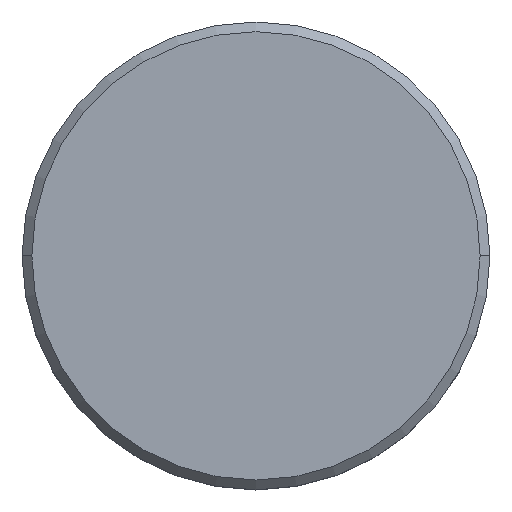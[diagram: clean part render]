
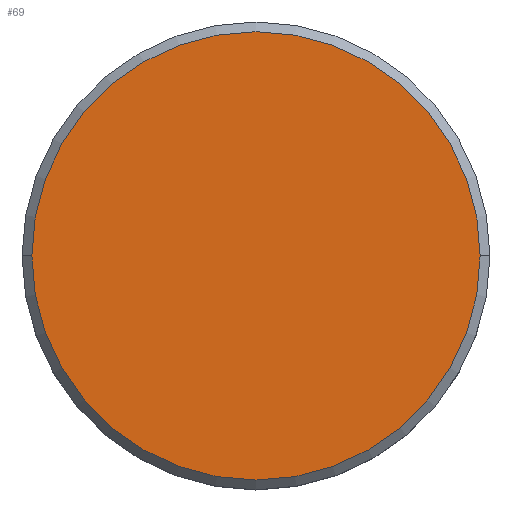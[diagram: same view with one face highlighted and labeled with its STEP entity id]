
A CAD part, top view. The second image highlights one B-rep face of the part: STEP entity #69.
In plain terms, the highlighted planar face has unit normal (0, 0, 1).
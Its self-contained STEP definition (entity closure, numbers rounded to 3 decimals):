
#8 = CIRCLE ( 'NONE', #485, 11.5 ) ;
#41 = FACE_OUTER_BOUND ( 'NONE', #66, .T. ) ;
#66 = EDGE_LOOP ( 'NONE', ( #435, #212 ) ) ;
#69 = ADVANCED_FACE ( 'NONE', ( #41 ), #404, .T. ) ;
#83 = AXIS2_PLACEMENT_3D ( 'NONE', #499, #168, #369 ) ;
#90 = AXIS2_PLACEMENT_3D ( 'NONE', #512, #175, #353 ) ;
#168 = DIRECTION ( 'NONE',  ( 0., 0., 1. ) ) ;
#175 = DIRECTION ( 'NONE',  ( 0., 0., 1. ) ) ;
#212 = ORIENTED_EDGE ( 'NONE', *, *, #583, .T. ) ;
#255 = CIRCLE ( 'NONE', #83, 11.5 ) ;
#351 = CARTESIAN_POINT ( 'NONE',  ( 0., 0., 0. ) ) ;
#353 = DIRECTION ( 'NONE',  ( 1., 0., 0. ) ) ;
#366 = CARTESIAN_POINT ( 'NONE',  ( 11.5, 0., 0. ) ) ;
#369 = DIRECTION ( 'NONE',  ( 1., 0., 0. ) ) ;
#404 = PLANE ( 'NONE',  #90 ) ;
#435 = ORIENTED_EDGE ( 'NONE', *, *, #544, .T. ) ;
#466 = DIRECTION ( 'NONE',  ( 0., 0., 1. ) ) ;
#485 = AXIS2_PLACEMENT_3D ( 'NONE', #351, #466, #568 ) ;
#487 = VERTEX_POINT ( 'NONE', #577 ) ;
#499 = CARTESIAN_POINT ( 'NONE',  ( 0., 0., 0. ) ) ;
#512 = CARTESIAN_POINT ( 'NONE',  ( 0., 0., 0. ) ) ;
#544 = EDGE_CURVE ( 'NONE', #487, #562, #8, .T. ) ;
#562 = VERTEX_POINT ( 'NONE', #366 ) ;
#568 = DIRECTION ( 'NONE',  ( 1., 0., 0. ) ) ;
#577 = CARTESIAN_POINT ( 'NONE',  ( -11.5, 0., 0. ) ) ;
#583 = EDGE_CURVE ( 'NONE', #562, #487, #255, .T. ) ;
